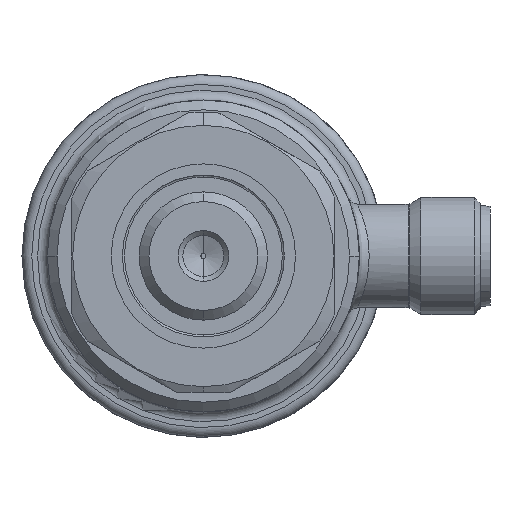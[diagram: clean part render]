
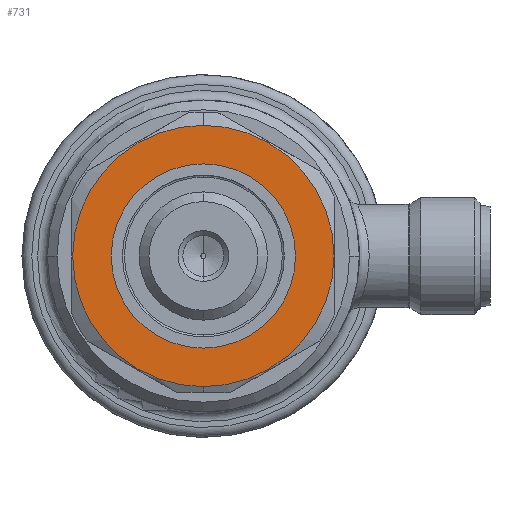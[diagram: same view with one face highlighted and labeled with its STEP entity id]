
A CAD part, front view. The second image highlights one B-rep face of the part: STEP entity #731.
In plain terms, the highlighted face is planar.
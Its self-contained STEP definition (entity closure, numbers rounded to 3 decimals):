
#731 = ADVANCED_FACE ( 'NONE', ( #7982, #7556 ), #4669, .F. ) ;
#741 = ORIENTED_EDGE ( 'NONE', *, *, #6274, .F. ) ;
#755 = DIRECTION ( 'NONE',  ( 0., 0., -1. ) ) ;
#1086 = AXIS2_PLACEMENT_3D ( 'NONE', #6023, #7310, #2862 ) ;
#1267 = DIRECTION ( 'NONE',  ( -1., 0., 0. ) ) ;
#1433 = CARTESIAN_POINT ( 'NONE',  ( 14., 0., 0. ) ) ;
#1556 = EDGE_CURVE ( 'NONE', #8299, #4287, #7620, .T. ) ;
#1819 = EDGE_CURVE ( 'NONE', #4287, #8299, #8335, .T. ) ;
#1873 = CIRCLE ( 'NONE', #2169, 9.45 ) ;
#2026 = ORIENTED_EDGE ( 'NONE', *, *, #2654, .F. ) ;
#2113 = CARTESIAN_POINT ( 'NONE',  ( 14., 0., 9.45 ) ) ;
#2169 = AXIS2_PLACEMENT_3D ( 'NONE', #1433, #6014, #6719 ) ;
#2295 = CARTESIAN_POINT ( 'NONE',  ( 14., 0., 13.4 ) ) ;
#2596 = DIRECTION ( 'NONE',  ( 0., 0., 1. ) ) ;
#2654 = EDGE_CURVE ( 'NONE', #4902, #2749, #1873, .T. ) ;
#2749 = VERTEX_POINT ( 'NONE', #2113 ) ;
#2862 = DIRECTION ( 'NONE',  ( 0., 0., 1. ) ) ;
#3003 = CARTESIAN_POINT ( 'NONE',  ( 14., 0., -13.4 ) ) ;
#3060 = ORIENTED_EDGE ( 'NONE', *, *, #1556, .T. ) ;
#3499 = CIRCLE ( 'NONE', #1086, 9.45 ) ;
#3645 = CARTESIAN_POINT ( 'NONE',  ( 14., 0., -9.45 ) ) ;
#3947 = CARTESIAN_POINT ( 'NONE',  ( 14., 0., 0. ) ) ;
#4287 = VERTEX_POINT ( 'NONE', #3003 ) ;
#4589 = DIRECTION ( 'NONE',  ( 1., 0., 0. ) ) ;
#4669 = PLANE ( 'NONE',  #8401 ) ;
#4683 = DIRECTION ( 'NONE',  ( 0., 0., 1. ) ) ;
#4902 = VERTEX_POINT ( 'NONE', #3645 ) ;
#5318 = CARTESIAN_POINT ( 'NONE',  ( 14., 0., 0. ) ) ;
#5590 = EDGE_LOOP ( 'NONE', ( #6717, #3060 ) ) ;
#6014 = DIRECTION ( 'NONE',  ( -1., 0., 0. ) ) ;
#6023 = CARTESIAN_POINT ( 'NONE',  ( 14., 0., 0. ) ) ;
#6274 = EDGE_CURVE ( 'NONE', #2749, #4902, #3499, .T. ) ;
#6558 = AXIS2_PLACEMENT_3D ( 'NONE', #5318, #1267, #4683 ) ;
#6582 = CARTESIAN_POINT ( 'NONE',  ( 14., 9.45, 0. ) ) ;
#6717 = ORIENTED_EDGE ( 'NONE', *, *, #1819, .T. ) ;
#6719 = DIRECTION ( 'NONE',  ( 0., 0., 1. ) ) ;
#7121 = DIRECTION ( 'NONE',  ( -1., 0., 0. ) ) ;
#7310 = DIRECTION ( 'NONE',  ( -1., 0., 0. ) ) ;
#7515 = EDGE_LOOP ( 'NONE', ( #741, #2026 ) ) ;
#7556 = FACE_OUTER_BOUND ( 'NONE', #5590, .T. ) ;
#7620 = CIRCLE ( 'NONE', #8342, 13.4 ) ;
#7982 = FACE_BOUND ( 'NONE', #7515, .T. ) ;
#8299 = VERTEX_POINT ( 'NONE', #2295 ) ;
#8335 = CIRCLE ( 'NONE', #6558, 13.4 ) ;
#8342 = AXIS2_PLACEMENT_3D ( 'NONE', #3947, #7121, #2596 ) ;
#8401 = AXIS2_PLACEMENT_3D ( 'NONE', #6582, #4589, #755 ) ;
